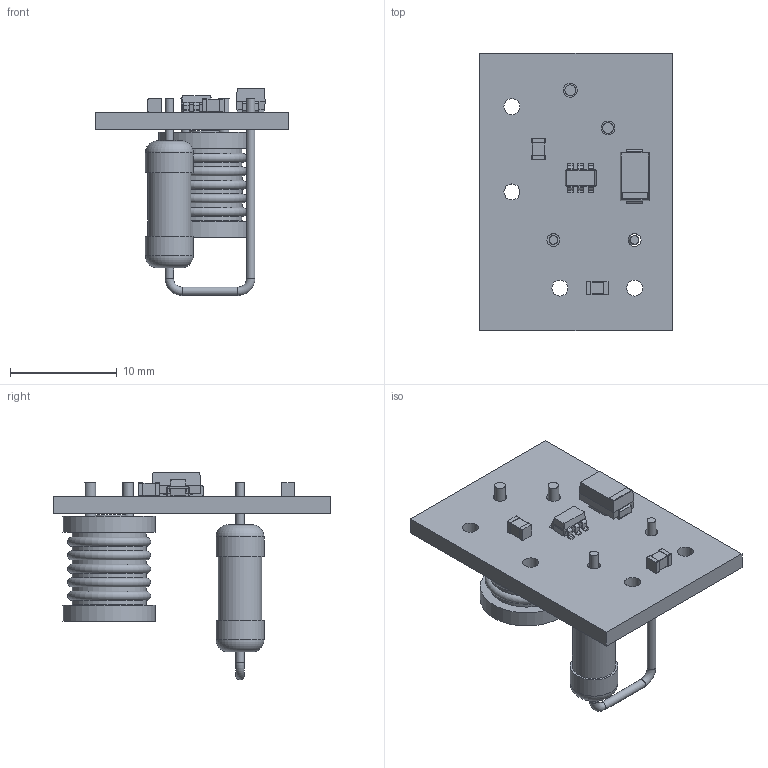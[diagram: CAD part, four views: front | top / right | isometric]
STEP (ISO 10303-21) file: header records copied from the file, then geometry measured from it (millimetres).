
FILE_DESCRIPTION(('KiCad electronic assembly'),'2;1');
FILE_NAME('Flashlight_PT4115_2.step','2022-04-24T23:31:07',('An Author') ,('A Company'),'Open CASCADE STEP processor 7.5', 'KiCad to STEP converter','Unknown');
FILE_SCHEMA(('AUTOMOTIVE_DESIGN { 1 0 10303 214 1 1 1 1 }'));
Length unit declared in the file: millimetre
Products named in the file (12): Open CASCADE STEP translator 7.5 1; C_0805_2012Metric; SOLID; D_SMA; L_Radial_D8.7mm_P5.00mm_Fastron_07HCP; SOT-23-6; R_Axial_DIN0414_L11.9mm_D4.5mm_P7.62mm_Vertical; COMPOUND
Assembly tree (12 placements, depth 3):
  Open CASCADE STEP translator 7.5 1
    C_0805_2012Metric  x2
      SOLID
    D_SMA
      SOLID
    L_Radial_D8.7mm_P5.00mm_Fastron_07HCP
      SOLID
    SOT-23-6
      SOLID
    R_Axial_DIN0414_L11.9mm_D4.5mm_P7.62mm_Vertical
      SOLID
    COMPOUND
Bounding box: 18 x 26 x 19.42 mm (x, y, z)
Volume: 1421.8 mm3; surface area: 2106.1 mm2
Topology: 7 solids, 7 shells, 279 faces, 675 edges, 426 vertices
Faces by surface type: plane 150, cylinder 80, bspline 40, torus 9
Full cylindrical faces by diameter (mm): 0.8 x4, 1 x2, 1.2 x2, 1.3 x2, 1.5 x4, 1.74 x2, 3 x1, 4.05 x1, 4.5 x2, 6.96 x6, 8.7 x2
Entity records: 17028 total; most frequent: CARTESIAN_POINT 3111, DIRECTION 2204, LINE 1408, VECTOR 1408, ORIENTED_EDGE 1206, PCURVE 1206, DEFINITIONAL_REPRESENTATION 1206, EDGE_CURVE 603
